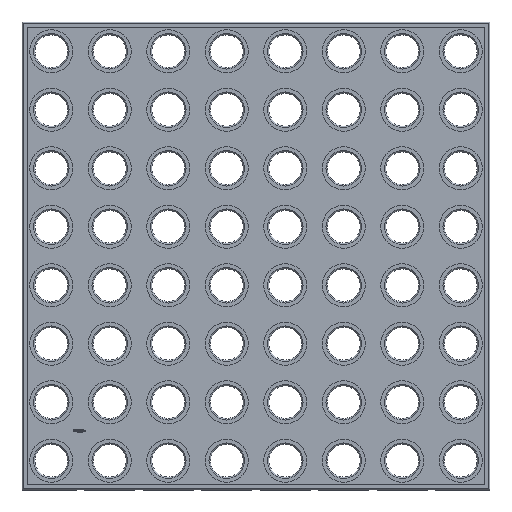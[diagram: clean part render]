
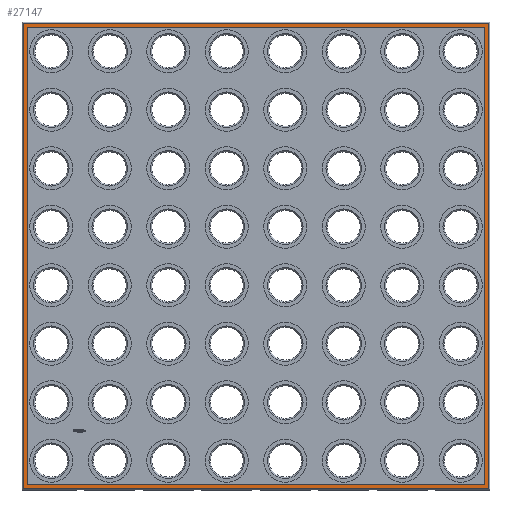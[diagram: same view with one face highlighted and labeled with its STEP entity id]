
A CAD part, top view. The second image highlights one B-rep face of the part: STEP entity #27147.
In plain terms, the highlighted planar face has unit normal (0, 0, 1).
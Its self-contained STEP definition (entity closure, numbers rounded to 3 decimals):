
#100 = PLANE('',#101);
#101 = AXIS2_PLACEMENT_3D('',#102,#103,#104);
#102 = CARTESIAN_POINT('',(-6.25,93.6,2.975));
#103 = DIRECTION('',(0.,0.707,0.707));
#104 = DIRECTION('',(-1.,0.,0.));
#5181 = PLANE('',#5182);
#5182 = AXIS2_PLACEMENT_3D('',#5183,#5184,#5185);
#5183 = CARTESIAN_POINT('',(93.6,93.75,2.975));
#5184 = DIRECTION('',(0.707,0.,0.707)
  );
#5185 = DIRECTION('',(0.,1.,0.));
#6007 = VERTEX_POINT('',#6008);
#6008 = CARTESIAN_POINT('',(-5.95,93.45,3.125));
#6022 = PLANE('',#6023);
#6023 = AXIS2_PLACEMENT_3D('',#6024,#6025,#6026);
#6024 = CARTESIAN_POINT('',(-6.1,-6.25,2.975));
#6025 = DIRECTION('',(-0.707,0.,0.707
    ));
#6026 = DIRECTION('',(0.,-1.,0.));
#6036 = VERTEX_POINT('',#6037);
#6037 = CARTESIAN_POINT('',(93.45,93.45,3.125));
#6058 = EDGE_CURVE('',#6007,#6036,#6059,.T.);
#6059 = SURFACE_CURVE('',#6060,(#6064,#6071),.PCURVE_S1.);
#6060 = LINE('',#6061,#6062);
#6061 = CARTESIAN_POINT('',(-6.25,93.45,3.125));
#6062 = VECTOR('',#6063,1.);
#6063 = DIRECTION('',(1.,0.,0.));
#6064 = PCURVE('',#100,#6065);
#6065 = DEFINITIONAL_REPRESENTATION('',(#6066),#6070);
#6066 = LINE('',#6067,#6068);
#6067 = CARTESIAN_POINT('',(0.,0.212));
#6068 = VECTOR('',#6069,1.);
#6069 = DIRECTION('',(-1.,0.));
#6070 = ( GEOMETRIC_REPRESENTATION_CONTEXT(2) 
PARAMETRIC_REPRESENTATION_CONTEXT() REPRESENTATION_CONTEXT('2D SPACE',''
  ) );
#6071 = PCURVE('',#6072,#6077);
#6072 = PLANE('',#6073);
#6073 = AXIS2_PLACEMENT_3D('',#6074,#6075,#6076);
#6074 = CARTESIAN_POINT('',(43.75,43.75,3.125));
#6075 = DIRECTION('',(0.,0.,1.));
#6076 = DIRECTION('',(1.,0.,0.));
#6077 = DEFINITIONAL_REPRESENTATION('',(#6078),#6082);
#6078 = LINE('',#6079,#6080);
#6079 = CARTESIAN_POINT('',(-50.,49.7));
#6080 = VECTOR('',#6081,1.);
#6081 = DIRECTION('',(1.,0.));
#6082 = ( GEOMETRIC_REPRESENTATION_CONTEXT(2) 
PARAMETRIC_REPRESENTATION_CONTEXT() REPRESENTATION_CONTEXT('2D SPACE',''
  ) );
#26360 = PLANE('',#26361);
#26361 = AXIS2_PLACEMENT_3D('',#26362,#26363,#26364);
#26362 = CARTESIAN_POINT('',(93.75,-6.1,2.975));
#26363 = DIRECTION('',(0.,-0.707,
    0.707));
#26364 = DIRECTION('',(-1.,0.,0.));
#27056 = VERTEX_POINT('',#27057);
#27057 = CARTESIAN_POINT('',(93.45,-5.95,3.125));
#27078 = EDGE_CURVE('',#6036,#27056,#27079,.T.);
#27079 = SURFACE_CURVE('',#27080,(#27084,#27091),.PCURVE_S1.);
#27080 = LINE('',#27081,#27082);
#27081 = CARTESIAN_POINT('',(93.45,93.75,3.125));
#27082 = VECTOR('',#27083,1.);
#27083 = DIRECTION('',(0.,-1.,0.));
#27084 = PCURVE('',#5181,#27085);
#27085 = DEFINITIONAL_REPRESENTATION('',(#27086),#27090);
#27086 = LINE('',#27087,#27088);
#27087 = CARTESIAN_POINT('',(0.,0.212));
#27088 = VECTOR('',#27089,1.);
#27089 = DIRECTION('',(-1.,0.));
#27090 = ( GEOMETRIC_REPRESENTATION_CONTEXT(2) 
PARAMETRIC_REPRESENTATION_CONTEXT() REPRESENTATION_CONTEXT('2D SPACE',''
  ) );
#27091 = PCURVE('',#6072,#27092);
#27092 = DEFINITIONAL_REPRESENTATION('',(#27093),#27097);
#27093 = LINE('',#27094,#27095);
#27094 = CARTESIAN_POINT('',(49.7,50.));
#27095 = VECTOR('',#27096,1.);
#27096 = DIRECTION('',(0.,-1.));
#27097 = ( GEOMETRIC_REPRESENTATION_CONTEXT(2) 
PARAMETRIC_REPRESENTATION_CONTEXT() REPRESENTATION_CONTEXT('2D SPACE',''
  ) );
#27103 = VERTEX_POINT('',#27104);
#27104 = CARTESIAN_POINT('',(-5.95,-5.95,3.125));
#27127 = EDGE_CURVE('',#27103,#6007,#27128,.T.);
#27128 = SURFACE_CURVE('',#27129,(#27133,#27140),.PCURVE_S1.);
#27129 = LINE('',#27130,#27131);
#27130 = CARTESIAN_POINT('',(-5.95,-6.25,3.125));
#27131 = VECTOR('',#27132,1.);
#27132 = DIRECTION('',(0.,1.,0.));
#27133 = PCURVE('',#6022,#27134);
#27134 = DEFINITIONAL_REPRESENTATION('',(#27135),#27139);
#27135 = LINE('',#27136,#27137);
#27136 = CARTESIAN_POINT('',(0.,0.212));
#27137 = VECTOR('',#27138,1.);
#27138 = DIRECTION('',(-1.,0.));
#27139 = ( GEOMETRIC_REPRESENTATION_CONTEXT(2) 
PARAMETRIC_REPRESENTATION_CONTEXT() REPRESENTATION_CONTEXT('2D SPACE',''
  ) );
#27140 = PCURVE('',#6072,#27141);
#27141 = DEFINITIONAL_REPRESENTATION('',(#27142),#27146);
#27142 = LINE('',#27143,#27144);
#27143 = CARTESIAN_POINT('',(-49.7,-50.));
#27144 = VECTOR('',#27145,1.);
#27145 = DIRECTION('',(0.,1.));
#27146 = ( GEOMETRIC_REPRESENTATION_CONTEXT(2) 
PARAMETRIC_REPRESENTATION_CONTEXT() REPRESENTATION_CONTEXT('2D SPACE',''
  ) );
#27147 = ADVANCED_FACE('',(#27148,#27174),#6072,.T.);
#27148 = FACE_BOUND('',#27149,.T.);
#27149 = EDGE_LOOP('',(#27150,#27171,#27172,#27173));
#27150 = ORIENTED_EDGE('',*,*,#27151,.F.);
#27151 = EDGE_CURVE('',#27056,#27103,#27152,.T.);
#27152 = SURFACE_CURVE('',#27153,(#27157,#27164),.PCURVE_S1.);
#27153 = LINE('',#27154,#27155);
#27154 = CARTESIAN_POINT('',(93.75,-5.95,3.125));
#27155 = VECTOR('',#27156,1.);
#27156 = DIRECTION('',(-1.,0.,0.));
#27157 = PCURVE('',#6072,#27158);
#27158 = DEFINITIONAL_REPRESENTATION('',(#27159),#27163);
#27159 = LINE('',#27160,#27161);
#27160 = CARTESIAN_POINT('',(50.,-49.7));
#27161 = VECTOR('',#27162,1.);
#27162 = DIRECTION('',(-1.,0.));
#27163 = ( GEOMETRIC_REPRESENTATION_CONTEXT(2) 
PARAMETRIC_REPRESENTATION_CONTEXT() REPRESENTATION_CONTEXT('2D SPACE',''
  ) );
#27164 = PCURVE('',#26360,#27165);
#27165 = DEFINITIONAL_REPRESENTATION('',(#27166),#27170);
#27166 = LINE('',#27167,#27168);
#27167 = CARTESIAN_POINT('',(0.,-0.212));
#27168 = VECTOR('',#27169,1.);
#27169 = DIRECTION('',(1.,0.));
#27170 = ( GEOMETRIC_REPRESENTATION_CONTEXT(2) 
PARAMETRIC_REPRESENTATION_CONTEXT() REPRESENTATION_CONTEXT('2D SPACE',''
  ) );
#27171 = ORIENTED_EDGE('',*,*,#27078,.F.);
#27172 = ORIENTED_EDGE('',*,*,#6058,.F.);
#27173 = ORIENTED_EDGE('',*,*,#27127,.F.);
#27174 = FACE_BOUND('',#27175,.T.);
#27175 = EDGE_LOOP('',(#27176,#27206,#27234,#27262));
#27176 = ORIENTED_EDGE('',*,*,#27177,.T.);
#27177 = EDGE_CURVE('',#27178,#27180,#27182,.T.);
#27178 = VERTEX_POINT('',#27179);
#27179 = CARTESIAN_POINT('',(-5.15,-5.15,3.125));
#27180 = VERTEX_POINT('',#27181);
#27181 = CARTESIAN_POINT('',(-5.15,92.65,3.125));
#27182 = SURFACE_CURVE('',#27183,(#27187,#27194),.PCURVE_S1.);
#27183 = LINE('',#27184,#27185);
#27184 = CARTESIAN_POINT('',(-5.15,-5.15,3.125));
#27185 = VECTOR('',#27186,1.);
#27186 = DIRECTION('',(0.,1.,0.));
#27187 = PCURVE('',#6072,#27188);
#27188 = DEFINITIONAL_REPRESENTATION('',(#27189),#27193);
#27189 = LINE('',#27190,#27191);
#27190 = CARTESIAN_POINT('',(-48.9,-48.9));
#27191 = VECTOR('',#27192,1.);
#27192 = DIRECTION('',(0.,1.));
#27193 = ( GEOMETRIC_REPRESENTATION_CONTEXT(2) 
PARAMETRIC_REPRESENTATION_CONTEXT() REPRESENTATION_CONTEXT('2D SPACE',''
  ) );
#27194 = PCURVE('',#27195,#27200);
#27195 = PLANE('',#27196);
#27196 = AXIS2_PLACEMENT_3D('',#27197,#27198,#27199);
#27197 = CARTESIAN_POINT('',(-5.15,-5.15,3.125));
#27198 = DIRECTION('',(1.,0.,0.));
#27199 = DIRECTION('',(0.,1.,0.));
#27200 = DEFINITIONAL_REPRESENTATION('',(#27201),#27205);
#27201 = LINE('',#27202,#27203);
#27202 = CARTESIAN_POINT('',(0.,0.));
#27203 = VECTOR('',#27204,1.);
#27204 = DIRECTION('',(1.,0.));
#27205 = ( GEOMETRIC_REPRESENTATION_CONTEXT(2) 
PARAMETRIC_REPRESENTATION_CONTEXT() REPRESENTATION_CONTEXT('2D SPACE',''
  ) );
#27206 = ORIENTED_EDGE('',*,*,#27207,.T.);
#27207 = EDGE_CURVE('',#27180,#27208,#27210,.T.);
#27208 = VERTEX_POINT('',#27209);
#27209 = CARTESIAN_POINT('',(92.65,92.65,3.125));
#27210 = SURFACE_CURVE('',#27211,(#27215,#27222),.PCURVE_S1.);
#27211 = LINE('',#27212,#27213);
#27212 = CARTESIAN_POINT('',(-5.15,92.65,3.125));
#27213 = VECTOR('',#27214,1.);
#27214 = DIRECTION('',(1.,0.,0.));
#27215 = PCURVE('',#6072,#27216);
#27216 = DEFINITIONAL_REPRESENTATION('',(#27217),#27221);
#27217 = LINE('',#27218,#27219);
#27218 = CARTESIAN_POINT('',(-48.9,48.9));
#27219 = VECTOR('',#27220,1.);
#27220 = DIRECTION('',(1.,0.));
#27221 = ( GEOMETRIC_REPRESENTATION_CONTEXT(2) 
PARAMETRIC_REPRESENTATION_CONTEXT() REPRESENTATION_CONTEXT('2D SPACE',''
  ) );
#27222 = PCURVE('',#27223,#27228);
#27223 = PLANE('',#27224);
#27224 = AXIS2_PLACEMENT_3D('',#27225,#27226,#27227);
#27225 = CARTESIAN_POINT('',(-5.15,92.65,3.125));
#27226 = DIRECTION('',(0.,-1.,0.));
#27227 = DIRECTION('',(1.,0.,0.));
#27228 = DEFINITIONAL_REPRESENTATION('',(#27229),#27233);
#27229 = LINE('',#27230,#27231);
#27230 = CARTESIAN_POINT('',(0.,0.));
#27231 = VECTOR('',#27232,1.);
#27232 = DIRECTION('',(1.,0.));
#27233 = ( GEOMETRIC_REPRESENTATION_CONTEXT(2) 
PARAMETRIC_REPRESENTATION_CONTEXT() REPRESENTATION_CONTEXT('2D SPACE',''
  ) );
#27234 = ORIENTED_EDGE('',*,*,#27235,.T.);
#27235 = EDGE_CURVE('',#27208,#27236,#27238,.T.);
#27236 = VERTEX_POINT('',#27237);
#27237 = CARTESIAN_POINT('',(92.65,-5.15,3.125));
#27238 = SURFACE_CURVE('',#27239,(#27243,#27250),.PCURVE_S1.);
#27239 = LINE('',#27240,#27241);
#27240 = CARTESIAN_POINT('',(92.65,92.65,3.125));
#27241 = VECTOR('',#27242,1.);
#27242 = DIRECTION('',(0.,-1.,0.));
#27243 = PCURVE('',#6072,#27244);
#27244 = DEFINITIONAL_REPRESENTATION('',(#27245),#27249);
#27245 = LINE('',#27246,#27247);
#27246 = CARTESIAN_POINT('',(48.9,48.9));
#27247 = VECTOR('',#27248,1.);
#27248 = DIRECTION('',(0.,-1.));
#27249 = ( GEOMETRIC_REPRESENTATION_CONTEXT(2) 
PARAMETRIC_REPRESENTATION_CONTEXT() REPRESENTATION_CONTEXT('2D SPACE',''
  ) );
#27250 = PCURVE('',#27251,#27256);
#27251 = PLANE('',#27252);
#27252 = AXIS2_PLACEMENT_3D('',#27253,#27254,#27255);
#27253 = CARTESIAN_POINT('',(92.65,92.65,3.125));
#27254 = DIRECTION('',(-1.,0.,0.));
#27255 = DIRECTION('',(0.,-1.,0.));
#27256 = DEFINITIONAL_REPRESENTATION('',(#27257),#27261);
#27257 = LINE('',#27258,#27259);
#27258 = CARTESIAN_POINT('',(0.,0.));
#27259 = VECTOR('',#27260,1.);
#27260 = DIRECTION('',(1.,0.));
#27261 = ( GEOMETRIC_REPRESENTATION_CONTEXT(2) 
PARAMETRIC_REPRESENTATION_CONTEXT() REPRESENTATION_CONTEXT('2D SPACE',''
  ) );
#27262 = ORIENTED_EDGE('',*,*,#27263,.T.);
#27263 = EDGE_CURVE('',#27236,#27178,#27264,.T.);
#27264 = SURFACE_CURVE('',#27265,(#27269,#27276),.PCURVE_S1.);
#27265 = LINE('',#27266,#27267);
#27266 = CARTESIAN_POINT('',(92.65,-5.15,3.125));
#27267 = VECTOR('',#27268,1.);
#27268 = DIRECTION('',(-1.,0.,0.));
#27269 = PCURVE('',#6072,#27270);
#27270 = DEFINITIONAL_REPRESENTATION('',(#27271),#27275);
#27271 = LINE('',#27272,#27273);
#27272 = CARTESIAN_POINT('',(48.9,-48.9));
#27273 = VECTOR('',#27274,1.);
#27274 = DIRECTION('',(-1.,0.));
#27275 = ( GEOMETRIC_REPRESENTATION_CONTEXT(2) 
PARAMETRIC_REPRESENTATION_CONTEXT() REPRESENTATION_CONTEXT('2D SPACE',''
  ) );
#27276 = PCURVE('',#27277,#27282);
#27277 = PLANE('',#27278);
#27278 = AXIS2_PLACEMENT_3D('',#27279,#27280,#27281);
#27279 = CARTESIAN_POINT('',(92.65,-5.15,3.125));
#27280 = DIRECTION('',(0.,1.,0.));
#27281 = DIRECTION('',(-1.,0.,0.));
#27282 = DEFINITIONAL_REPRESENTATION('',(#27283),#27287);
#27283 = LINE('',#27284,#27285);
#27284 = CARTESIAN_POINT('',(0.,0.));
#27285 = VECTOR('',#27286,1.);
#27286 = DIRECTION('',(1.,0.));
#27287 = ( GEOMETRIC_REPRESENTATION_CONTEXT(2) 
PARAMETRIC_REPRESENTATION_CONTEXT() REPRESENTATION_CONTEXT('2D SPACE',''
  ) );
